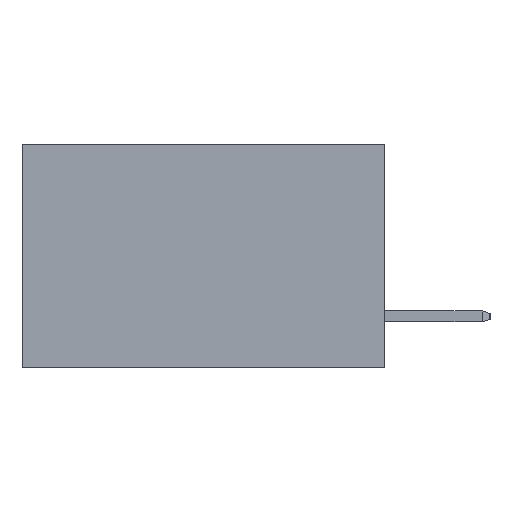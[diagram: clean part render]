
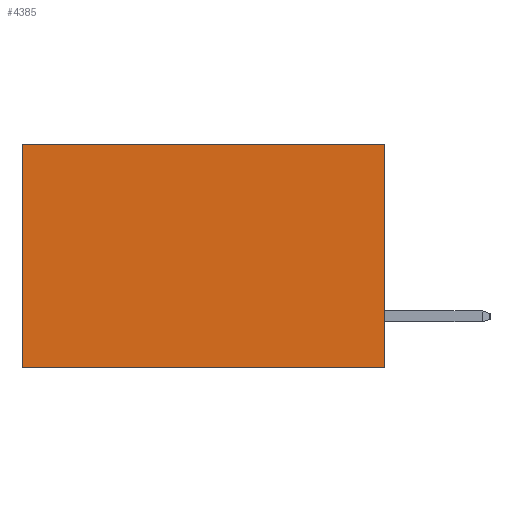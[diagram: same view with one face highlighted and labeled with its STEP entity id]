
A CAD part, left-side view. The second image highlights one B-rep face of the part: STEP entity #4385.
In plain terms, the highlighted planar face has unit normal (-1, 0, 0).
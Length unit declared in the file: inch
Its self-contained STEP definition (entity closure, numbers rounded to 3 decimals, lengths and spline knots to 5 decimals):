
#831 = CARTESIAN_POINT ( 'NONE',  ( 0.2615, 0., 0. ) ) ;
#846 = DIRECTION ( 'NONE',  ( 0., 1., 0. ) ) ;
#917 = VECTOR ( 'NONE', #7194, 39.37008 ) ;
#1195 = FACE_OUTER_BOUND ( 'NONE', #2973, .T. ) ;
#1283 = LINE ( 'NONE', #6247, #917 ) ;
#1431 = VERTEX_POINT ( 'NONE', #9440 ) ;
#1590 = CARTESIAN_POINT ( 'NONE',  ( 0.2615, 0., -0.37 ) ) ;
#2483 = VERTEX_POINT ( 'NONE', #11310 ) ;
#2617 = ORIENTED_EDGE ( 'NONE', *, *, #3641, .F. ) ;
#2973 = EDGE_LOOP ( 'NONE', ( #12238, #2617, #5339, #7871 ) ) ;
#3235 = EDGE_CURVE ( 'NONE', #1431, #4973, #11514, .T. ) ;
#3441 = VECTOR ( 'NONE', #7036, 39.37008 ) ;
#3641 = EDGE_CURVE ( 'NONE', #6227, #2483, #6085, .T. ) ;
#3718 = EDGE_CURVE ( 'NONE', #1431, #6227, #12095, .T. ) ;
#4385 = ADVANCED_FACE ( 'NONE', ( #1195 ), #10962, .F. ) ;
#4973 = VERTEX_POINT ( 'NONE', #8058 ) ;
#5339 = ORIENTED_EDGE ( 'NONE', *, *, #3718, .F. ) ;
#5730 = DIRECTION ( 'NONE',  ( 0., 0., -1. ) ) ;
#5892 = CARTESIAN_POINT ( 'NONE',  ( 0.2615, 0., -0.37 ) ) ;
#6085 = LINE ( 'NONE', #7414, #3441 ) ;
#6227 = VERTEX_POINT ( 'NONE', #1590 ) ;
#6247 = CARTESIAN_POINT ( 'NONE',  ( 0.2615, 0.6, -0.37 ) ) ;
#6963 = VECTOR ( 'NONE', #846, 39.37008 ) ;
#7036 = DIRECTION ( 'NONE',  ( 0., 1., 0. ) ) ;
#7194 = DIRECTION ( 'NONE',  ( 0., 0., -1. ) ) ;
#7414 = CARTESIAN_POINT ( 'NONE',  ( 0.2615, 0., -0.37 ) ) ;
#7871 = ORIENTED_EDGE ( 'NONE', *, *, #3235, .T. ) ;
#8058 = CARTESIAN_POINT ( 'NONE',  ( 0.2615, 0.6, 0. ) ) ;
#9440 = CARTESIAN_POINT ( 'NONE',  ( 0.2615, 0., 0. ) ) ;
#10432 = VECTOR ( 'NONE', #5730, 39.37008 ) ;
#10598 = AXIS2_PLACEMENT_3D ( 'NONE', #10951, #10938, #10926 ) ;
#10926 = DIRECTION ( 'NONE',  ( 0., 0., -1. ) ) ;
#10938 = DIRECTION ( 'NONE',  ( 1., 0., 0. ) ) ;
#10951 = CARTESIAN_POINT ( 'NONE',  ( 0.2615, 0., -0.37 ) ) ;
#10962 = PLANE ( 'NONE',  #10598 ) ;
#11310 = CARTESIAN_POINT ( 'NONE',  ( 0.2615, 0.6, -0.37 ) ) ;
#11514 = LINE ( 'NONE', #831, #6963 ) ;
#11817 = EDGE_CURVE ( 'NONE', #4973, #2483, #1283, .T. ) ;
#12095 = LINE ( 'NONE', #5892, #10432 ) ;
#12238 = ORIENTED_EDGE ( 'NONE', *, *, #11817, .T. ) ;
